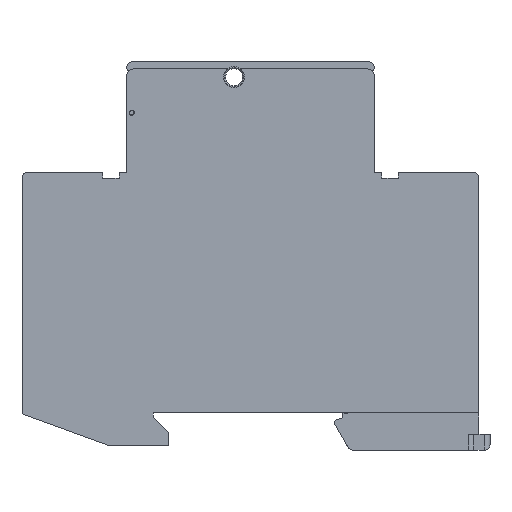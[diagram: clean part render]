
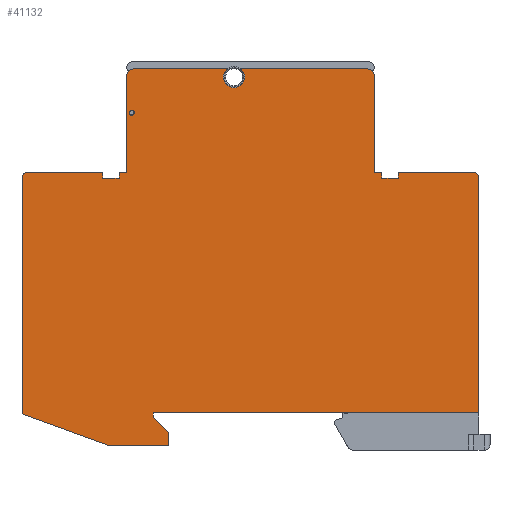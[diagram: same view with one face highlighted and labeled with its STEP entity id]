
A CAD part, left-side view. The second image highlights one B-rep face of the part: STEP entity #41132.
In plain terms, the highlighted planar face has unit normal (-1, 0, 0).
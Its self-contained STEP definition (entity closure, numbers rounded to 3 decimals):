
#172=DIRECTION('',(0.,-1.,0.));
#173=VECTOR('',#172,16.985);
#174=CARTESIAN_POINT('',(0.,3.4,62.8));
#175=LINE('',#174,#173);
#180=DIRECTION('',(0.,-1.,0.));
#181=VECTOR('',#180,22.985);
#182=CARTESIAN_POINT('',(0.,-15.815,62.8));
#183=LINE('',#182,#181);
#187=DIRECTION('',(0.,-0.94,-0.342));
#188=VECTOR('',#187,0.843);
#189=CARTESIAN_POINT('',(0.,-38.8,62.8));
#190=LINE('',#189,#188);
#194=CARTESIAN_POINT('',(0.,-39.25,61.572));
#195=DIRECTION('',(-1.,0.,0.));
#196=DIRECTION('',(0.,-1.,0.));
#197=AXIS2_PLACEMENT_3D('',#194,#195,#196);
#202=DIRECTION('',(0.,0.,-1.));
#203=VECTOR('',#202,17.772);
#204=CARTESIAN_POINT('',(0.,-40.25,61.572));
#205=LINE('',#204,#203);
#209=DIRECTION('',(0.,-1.,0.));
#210=VECTOR('',#209,1.4);
#211=CARTESIAN_POINT('',(0.,-40.25,43.8));
#212=LINE('',#211,#210);
#216=DIRECTION('',(0.,0.,-1.));
#217=VECTOR('',#216,1.);
#218=CARTESIAN_POINT('',(0.,-41.65,43.8));
#219=LINE('',#218,#217);
#223=DIRECTION('',(0.,1.,0.));
#224=VECTOR('',#223,3.);
#225=CARTESIAN_POINT('',(0.,-44.65,42.8));
#226=LINE('',#225,#224);
#230=DIRECTION('',(0.,0.,1.));
#231=VECTOR('',#230,1.);
#232=CARTESIAN_POINT('',(0.,-44.65,42.8));
#233=LINE('',#232,#231);
#237=DIRECTION('',(0.,-1.,0.));
#238=VECTOR('',#237,13.7);
#239=CARTESIAN_POINT('',(0.,-44.65,43.8));
#240=LINE('',#239,#238);
#244=DIRECTION('',(0.,0.,-1.));
#245=VECTOR('',#244,42.8);
#246=CARTESIAN_POINT('',(0.,-59.35,42.8));
#247=LINE('',#246,#245);
#251=DIRECTION('',(0.,1.,0.));
#252=VECTOR('',#251,59.35);
#253=CARTESIAN_POINT('',(0.,-59.35,0.));
#254=LINE('',#253,#252);
#258=DIRECTION('',(0.,0.,1.));
#259=VECTOR('',#258,0.8);
#260=CARTESIAN_POINT('',(0.,0.,-0.8));
#261=LINE('',#260,#259);
#265=DIRECTION('',(0.,0.707,0.707));
#266=VECTOR('',#265,3.96);
#267=CARTESIAN_POINT('',(0.,-2.8,-3.6));
#268=LINE('',#267,#266);
#272=DIRECTION('',(0.,0.,1.));
#273=VECTOR('',#272,2.4);
#274=CARTESIAN_POINT('',(0.,-2.8,-6.));
#275=LINE('',#274,#273);
#279=DIRECTION('',(0.,-1.,0.));
#280=VECTOR('',#279,10.815);
#281=CARTESIAN_POINT('',(0.,8.015,-6.));
#282=LINE('',#281,#280);
#286=DIRECTION('',(0.,-0.94,-0.342));
#287=VECTOR('',#286,16.958);
#288=CARTESIAN_POINT('',(0.,23.95,-0.2));
#289=LINE('',#288,#287);
#293=DIRECTION('',(0.,0.,1.));
#294=VECTOR('',#293,43.);
#295=CARTESIAN_POINT('',(0.,23.95,-0.2));
#296=LINE('',#295,#294);
#300=DIRECTION('',(0.,-1.,0.));
#301=VECTOR('',#300,13.7);
#302=CARTESIAN_POINT('',(0.,22.95,43.8));
#303=LINE('',#302,#301);
#307=DIRECTION('',(0.,0.,-1.));
#308=VECTOR('',#307,1.);
#309=CARTESIAN_POINT('',(0.,9.25,43.8));
#310=LINE('',#309,#308);
#314=DIRECTION('',(0.,1.,0.));
#315=VECTOR('',#314,3.);
#316=CARTESIAN_POINT('',(0.,6.25,42.8));
#317=LINE('',#316,#315);
#321=DIRECTION('',(0.,0.,1.));
#322=VECTOR('',#321,1.);
#323=CARTESIAN_POINT('',(0.,6.25,42.8));
#324=LINE('',#323,#322);
#328=DIRECTION('',(0.,-1.,0.));
#329=VECTOR('',#328,1.4);
#330=CARTESIAN_POINT('',(0.,6.25,43.8));
#331=LINE('',#330,#329);
#335=DIRECTION('',(0.,0.,1.));
#336=VECTOR('',#335,17.772);
#337=CARTESIAN_POINT('',(0.,4.85,43.8));
#338=LINE('',#337,#336);
#342=CARTESIAN_POINT('',(0.,3.85,61.572));
#343=DIRECTION('',(-1.,0.,0.));
#344=DIRECTION('',(0.,0.342,0.94));
#345=AXIS2_PLACEMENT_3D('',#342,#343,#344);
#350=DIRECTION('',(0.,-0.94,0.342));
#351=VECTOR('',#350,0.843);
#352=CARTESIAN_POINT('',(0.,4.192,62.512));
#353=LINE('',#352,#351);
#357=CARTESIAN_POINT('',(0.,3.95,54.7));
#358=DIRECTION('',(1.,0.,0.));
#359=DIRECTION('',(0.,1.,0.));
#360=AXIS2_PLACEMENT_3D('',#357,#358,#359);
#365=CARTESIAN_POINT('',(0.,3.95,54.7));
#366=DIRECTION('',(1.,0.,0.));
#367=DIRECTION('',(0.,-1.,0.));
#368=AXIS2_PLACEMENT_3D('',#365,#366,#367);
#2866=CARTESIAN_POINT('',(0.,-58.35,42.8));
#2867=DIRECTION('',(-1.,0.,0.));
#2868=DIRECTION('',(0.,-1.,0.));
#2869=AXIS2_PLACEMENT_3D('',#2866,#2867,#2868);
#5728=CARTESIAN_POINT('',(0.,22.95,42.8));
#5729=DIRECTION('',(-1.,0.,0.));
#5730=DIRECTION('',(0.,0.,1.));
#5731=AXIS2_PLACEMENT_3D('',#5728,#5729,#5730);
#34965=CARTESIAN_POINT('',(0.,-14.7,61.2));
#34966=DIRECTION('',(1.,0.,0.));
#34967=DIRECTION('',(0.,-0.572,0.821));
#34968=AXIS2_PLACEMENT_3D('',#34965,#34966,#34967);
#35953=CARTESIAN_POINT('',(0.,-40.25,43.8));
#35954=CARTESIAN_POINT('',(0.,-41.65,43.8));
#35955=VERTEX_POINT('',#35953);
#35956=VERTEX_POINT('',#35954);
#35957=CARTESIAN_POINT('',(0.,6.25,43.8));
#35958=CARTESIAN_POINT('',(0.,4.85,43.8));
#35959=VERTEX_POINT('',#35957);
#35960=VERTEX_POINT('',#35958);
#35961=CARTESIAN_POINT('',(0.,22.95,43.8));
#35962=CARTESIAN_POINT('',(0.,23.95,42.8));
#35963=VERTEX_POINT('',#35961);
#35964=VERTEX_POINT('',#35962);
#35965=CARTESIAN_POINT('',(0.,9.25,43.8));
#35966=VERTEX_POINT('',#35965);
#35967=CARTESIAN_POINT('',(0.,-59.35,42.8));
#35968=CARTESIAN_POINT('',(0.,-58.35,43.8));
#35969=VERTEX_POINT('',#35967);
#35970=VERTEX_POINT('',#35968);
#35971=CARTESIAN_POINT('',(0.,-44.65,43.8));
#35972=VERTEX_POINT('',#35971);
#35983=CARTESIAN_POINT('',(0.,-2.8,-6.));
#35984=CARTESIAN_POINT('',(0.,-2.8,-3.6));
#35985=VERTEX_POINT('',#35983);
#35986=VERTEX_POINT('',#35984);
#35987=CARTESIAN_POINT('',(0.,0.,-0.8));
#35988=VERTEX_POINT('',#35987);
#35989=CARTESIAN_POINT('',(0.,23.95,-0.2));
#35990=CARTESIAN_POINT('',(0.,8.015,-6.));
#35991=VERTEX_POINT('',#35989);
#35992=VERTEX_POINT('',#35990);
#35997=CARTESIAN_POINT('',(0.,0.,0.));
#35998=VERTEX_POINT('',#35997);
#36015=CARTESIAN_POINT('',(0.,4.4,54.7));
#36016=CARTESIAN_POINT('',(0.,3.5,54.7));
#36017=VERTEX_POINT('',#36015);
#36018=VERTEX_POINT('',#36016);
#36051=CARTESIAN_POINT('',(0.,-38.8,62.8));
#36052=CARTESIAN_POINT('',(0.,-39.592,62.512));
#36053=VERTEX_POINT('',#36051);
#36054=VERTEX_POINT('',#36052);
#36055=CARTESIAN_POINT('',(0.,-40.25,61.572));
#36056=VERTEX_POINT('',#36055);
#36057=CARTESIAN_POINT('',(0.,4.192,62.512));
#36058=CARTESIAN_POINT('',(0.,4.85,61.572));
#36059=VERTEX_POINT('',#36057);
#36060=VERTEX_POINT('',#36058);
#36061=CARTESIAN_POINT('',(0.,3.4,62.8));
#36062=VERTEX_POINT('',#36061);
#36154=CARTESIAN_POINT('',(0.,-15.815,62.8));
#36155=CARTESIAN_POINT('',(0.,-13.585,62.8));
#36156=VERTEX_POINT('',#36154);
#36157=VERTEX_POINT('',#36155);
#36163=CARTESIAN_POINT('',(0.,-59.35,0.));
#36165=VERTEX_POINT('',#36163);
#36302=CARTESIAN_POINT('',(0.,9.25,42.8));
#36303=VERTEX_POINT('',#36302);
#36304=CARTESIAN_POINT('',(0.,6.25,42.8));
#36305=VERTEX_POINT('',#36304);
#36306=CARTESIAN_POINT('',(0.,-41.65,42.8));
#36307=VERTEX_POINT('',#36306);
#36308=CARTESIAN_POINT('',(0.,-44.65,42.8));
#36309=VERTEX_POINT('',#36308);
#41061=CARTESIAN_POINT('',(0.,-17.7,0.));
#41062=DIRECTION('',(1.,0.,0.));
#41063=DIRECTION('',(0.,1.,0.));
#41064=AXIS2_PLACEMENT_3D('',#41061,#41062,#41063);
#41065=PLANE('',#41064);
#41067=ORIENTED_EDGE('',*,*,#41066,.T.);
#41069=ORIENTED_EDGE('',*,*,#41068,.F.);
#41071=ORIENTED_EDGE('',*,*,#41070,.T.);
#41073=ORIENTED_EDGE('',*,*,#41072,.T.);
#41075=ORIENTED_EDGE('',*,*,#41074,.F.);
#41077=ORIENTED_EDGE('',*,*,#41076,.T.);
#41079=ORIENTED_EDGE('',*,*,#41078,.T.);
#41081=ORIENTED_EDGE('',*,*,#41080,.T.);
#41083=ORIENTED_EDGE('',*,*,#41082,.F.);
#41085=ORIENTED_EDGE('',*,*,#41084,.T.);
#41087=ORIENTED_EDGE('',*,*,#41086,.T.);
#41089=ORIENTED_EDGE('',*,*,#41088,.F.);
#41091=ORIENTED_EDGE('',*,*,#41090,.T.);
#41093=ORIENTED_EDGE('',*,*,#41092,.T.);
#41095=ORIENTED_EDGE('',*,*,#41094,.F.);
#41097=ORIENTED_EDGE('',*,*,#41096,.F.);
#41099=ORIENTED_EDGE('',*,*,#41098,.F.);
#41101=ORIENTED_EDGE('',*,*,#41100,.F.);
#41103=ORIENTED_EDGE('',*,*,#41102,.F.);
#41105=ORIENTED_EDGE('',*,*,#41104,.T.);
#41107=ORIENTED_EDGE('',*,*,#41106,.F.);
#41109=ORIENTED_EDGE('',*,*,#41108,.T.);
#41111=ORIENTED_EDGE('',*,*,#41110,.T.);
#41113=ORIENTED_EDGE('',*,*,#41112,.F.);
#41115=ORIENTED_EDGE('',*,*,#41114,.T.);
#41117=ORIENTED_EDGE('',*,*,#41116,.T.);
#41119=ORIENTED_EDGE('',*,*,#41118,.T.);
#41121=ORIENTED_EDGE('',*,*,#41120,.F.);
#41123=ORIENTED_EDGE('',*,*,#41122,.T.);
#41124=EDGE_LOOP('',(#41067,#41069,#41071,#41073,#41075,#41077,#41079,#41081,
#41083,#41085,#41087,#41089,#41091,#41093,#41095,#41097,#41099,#41101,#41103,
#41105,#41107,#41109,#41111,#41113,#41115,#41117,#41119,#41121,#41123));
#41125=FACE_OUTER_BOUND('',#41124,.F.);
#41127=ORIENTED_EDGE('',*,*,#41126,.F.);
#41129=ORIENTED_EDGE('',*,*,#41128,.F.);
#41130=EDGE_LOOP('',(#41127,#41129));
#41131=FACE_BOUND('',#41130,.F.);
#198=CIRCLE('',#197,1.);
#346=CIRCLE('',#345,1.);
#361=CIRCLE('',#360,0.45);
#369=CIRCLE('',#368,0.45);
#2870=CIRCLE('',#2869,1.);
#5732=CIRCLE('',#5731,1.);
#34969=CIRCLE('',#34968,1.95);
#41066=EDGE_CURVE('',#36062,#36157,#175,.T.);
#41068=EDGE_CURVE('',#36156,#36157,#34969,.T.);
#41070=EDGE_CURVE('',#36156,#36053,#183,.T.);
#41072=EDGE_CURVE('',#36053,#36054,#190,.T.);
#41074=EDGE_CURVE('',#36056,#36054,#198,.T.);
#41076=EDGE_CURVE('',#36056,#35955,#205,.T.);
#41078=EDGE_CURVE('',#35955,#35956,#212,.T.);
#41080=EDGE_CURVE('',#35956,#36307,#219,.T.);
#41082=EDGE_CURVE('',#36309,#36307,#226,.T.);
#41084=EDGE_CURVE('',#36309,#35972,#233,.T.);
#41086=EDGE_CURVE('',#35972,#35970,#240,.T.);
#41088=EDGE_CURVE('',#35969,#35970,#2870,.T.);
#41090=EDGE_CURVE('',#35969,#36165,#247,.T.);
#41092=EDGE_CURVE('',#36165,#35998,#254,.T.);
#41094=EDGE_CURVE('',#35988,#35998,#261,.T.);
#41096=EDGE_CURVE('',#35986,#35988,#268,.T.);
#41098=EDGE_CURVE('',#35985,#35986,#275,.T.);
#41100=EDGE_CURVE('',#35992,#35985,#282,.T.);
#41102=EDGE_CURVE('',#35991,#35992,#289,.T.);
#41104=EDGE_CURVE('',#35991,#35964,#296,.T.);
#41106=EDGE_CURVE('',#35963,#35964,#5732,.T.);
#41108=EDGE_CURVE('',#35963,#35966,#303,.T.);
#41110=EDGE_CURVE('',#35966,#36303,#310,.T.);
#41112=EDGE_CURVE('',#36305,#36303,#317,.T.);
#41114=EDGE_CURVE('',#36305,#35959,#324,.T.);
#41116=EDGE_CURVE('',#35959,#35960,#331,.T.);
#41118=EDGE_CURVE('',#35960,#36060,#338,.T.);
#41120=EDGE_CURVE('',#36059,#36060,#346,.T.);
#41122=EDGE_CURVE('',#36059,#36062,#353,.T.);
#41126=EDGE_CURVE('',#36017,#36018,#361,.T.);
#41128=EDGE_CURVE('',#36018,#36017,#369,.T.);
#41132=ADVANCED_FACE('',(#41125,#41131),#41065,.F.);
